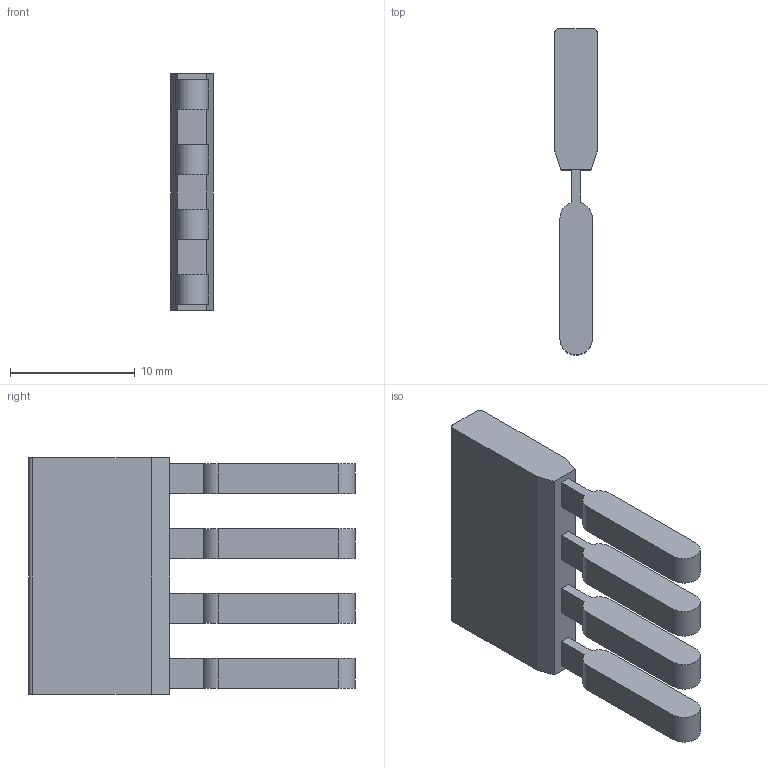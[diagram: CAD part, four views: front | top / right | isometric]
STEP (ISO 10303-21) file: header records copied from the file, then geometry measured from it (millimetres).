
FILE_DESCRIPTION (( 'STEP AP214' ), '1' );
FILE_NAME ('UK 2,5-4.STP', '2013-11-14T14:38:48', ( 'arge' ), ( 'Microsoft' ), 'SwSTEP 2.0', 'SolidWorks 2013', '' );
FILE_SCHEMA (( 'AUTOMOTIVE_DESIGN' ));
Length unit declared in the file: millimetre
Products named in the file (1): UK 2,5-4
Bounding box: 3.4 x 26.15 x 19 mm (x, y, z)
Volume: 1026.4 mm3; surface area: 1171.8 mm2
Topology: 1 solids, 1 shells, 50 faces, 132 edges, 88 vertices
Faces by surface type: plane 32, cylinder 18
Entity records: 2136 total; most frequent: CARTESIAN_POINT 271, DIRECTION 270, ORIENTED_EDGE 264, EDGE_CURVE 132, LINE 96, VECTOR 96, VERTEX_POINT 88, AXIS2_PLACEMENT_3D 87
